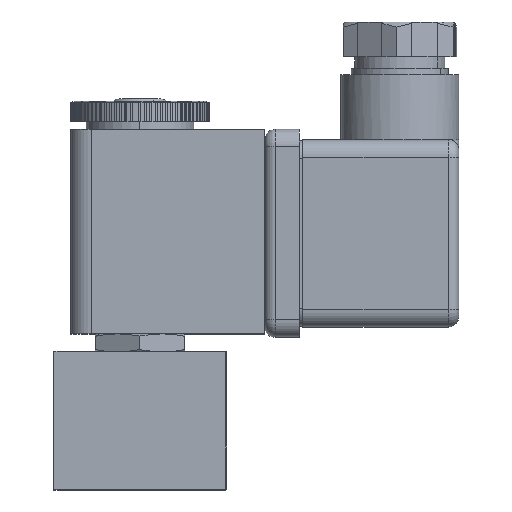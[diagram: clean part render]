
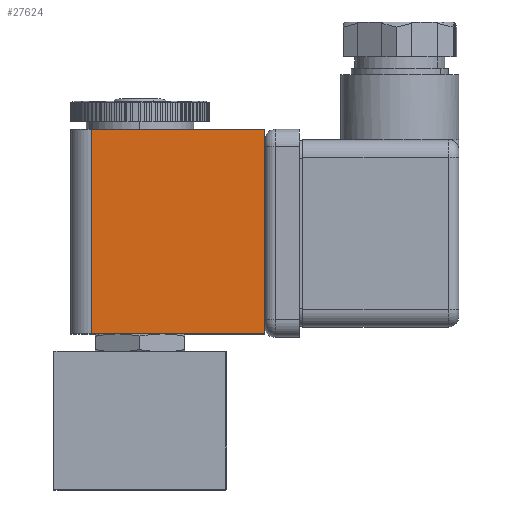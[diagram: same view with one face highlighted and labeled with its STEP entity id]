
A CAD part, top view. The second image highlights one B-rep face of the part: STEP entity #27624.
In plain terms, the highlighted planar face has unit normal (0, 0, 1).
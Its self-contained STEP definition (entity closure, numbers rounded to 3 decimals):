
#1633 = EDGE_CURVE ( 'NONE', #18743, #2612, #17333, .T. ) ;
#2353 = CARTESIAN_POINT ( 'NONE',  ( 18., 12.5, 21. ) ) ;
#2612 = VERTEX_POINT ( 'NONE', #2738 ) ;
#2738 = CARTESIAN_POINT ( 'NONE',  ( -7., 42., 21. ) ) ;
#3354 = EDGE_CURVE ( 'NONE', #12026, #18743, #5555, .T. ) ;
#3569 = ORIENTED_EDGE ( 'NONE', *, *, #3354, .T. ) ;
#3711 = FACE_OUTER_BOUND ( 'NONE', #5651, .T. ) ;
#4094 = DIRECTION ( 'NONE',  ( -1., 0., 0. ) ) ;
#4752 = CARTESIAN_POINT ( 'NONE',  ( 18., 12.5, 21. ) ) ;
#5064 = ORIENTED_EDGE ( 'NONE', *, *, #6841, .F. ) ;
#5555 = LINE ( 'NONE', #19033, #6590 ) ;
#5651 = EDGE_LOOP ( 'NONE', ( #10893, #25368, #5064, #3569 ) ) ;
#6590 = VECTOR ( 'NONE', #27683, 1000. ) ;
#6841 = EDGE_CURVE ( 'NONE', #12026, #20484, #9238, .T. ) ;
#6946 = DIRECTION ( 'NONE',  ( 0., 0., -1. ) ) ;
#7206 = EDGE_CURVE ( 'NONE', #20484, #2612, #10251, .T. ) ;
#7287 = CARTESIAN_POINT ( 'NONE',  ( -7., 12.5, 21. ) ) ;
#7401 = CARTESIAN_POINT ( 'NONE',  ( -7., 12.5, 21. ) ) ;
#7888 = AXIS2_PLACEMENT_3D ( 'NONE', #4752, #6946, #22156 ) ;
#9186 = VECTOR ( 'NONE', #10692, 1000. ) ;
#9238 = LINE ( 'NONE', #25926, #9186 ) ;
#10251 = LINE ( 'NONE', #7401, #10523 ) ;
#10523 = VECTOR ( 'NONE', #22607, 1000. ) ;
#10692 = DIRECTION ( 'NONE',  ( -1., 0., 0. ) ) ;
#10893 = ORIENTED_EDGE ( 'NONE', *, *, #1633, .T. ) ;
#12026 = VERTEX_POINT ( 'NONE', #2353 ) ;
#16976 = VECTOR ( 'NONE', #4094, 1000. ) ;
#17131 = CARTESIAN_POINT ( 'NONE',  ( 18., 42., 21. ) ) ;
#17333 = LINE ( 'NONE', #17131, #16976 ) ;
#18021 = CARTESIAN_POINT ( 'NONE',  ( 18., 42., 21. ) ) ;
#18743 = VERTEX_POINT ( 'NONE', #18021 ) ;
#19033 = CARTESIAN_POINT ( 'NONE',  ( 18., 12.5, 21. ) ) ;
#20484 = VERTEX_POINT ( 'NONE', #7287 ) ;
#22070 = PLANE ( 'NONE',  #7888 ) ;
#22156 = DIRECTION ( 'NONE',  ( 0., -1., 0. ) ) ;
#22607 = DIRECTION ( 'NONE',  ( 0., 1., 0. ) ) ;
#25368 = ORIENTED_EDGE ( 'NONE', *, *, #7206, .F. ) ;
#25926 = CARTESIAN_POINT ( 'NONE',  ( 18., 12.5, 21. ) ) ;
#27624 = ADVANCED_FACE ( 'NONE', ( #3711 ), #22070, .F. ) ;
#27683 = DIRECTION ( 'NONE',  ( 0., 1., 0. ) ) ;
